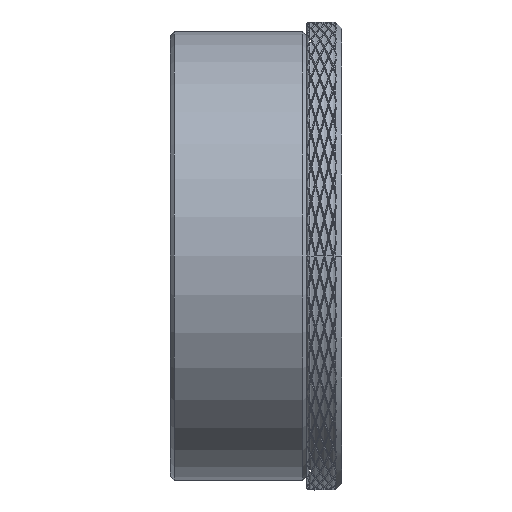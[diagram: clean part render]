
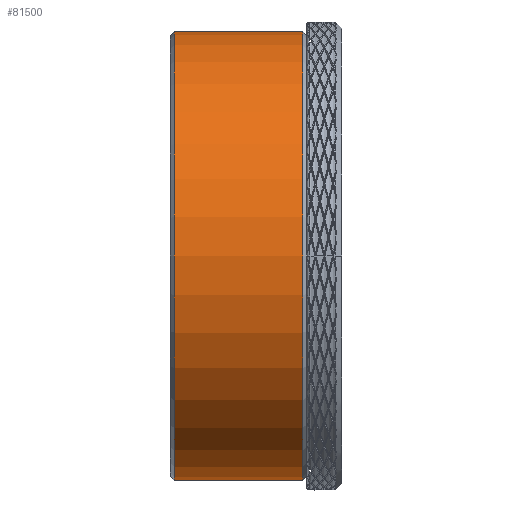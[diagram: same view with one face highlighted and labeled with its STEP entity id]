
A CAD part, left-side view. The second image highlights one B-rep face of the part: STEP entity #81500.
In plain terms, the highlighted cylindrical face has radius 28.75 mm (diameter 57.5 mm), a partial arc.
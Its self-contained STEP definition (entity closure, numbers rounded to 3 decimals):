
#4770 = AXIS2_PLACEMENT_3D ( 'NONE', #208669, #49060, #235459 ) ;
#13130 = AXIS2_PLACEMENT_3D ( 'NONE', #184421, #238054, #51636 ) ;
#31856 = VERTEX_POINT ( 'NONE', #295921 ) ;
#34009 = CARTESIAN_POINT ( 'NONE',  ( 0., -8., -28.75 ) ) ;
#37450 = EDGE_CURVE ( 'NONE', #31856, #188353, #132272, .T. ) ;
#49060 = DIRECTION ( 'NONE',  ( 0., -1., 0. ) ) ;
#51636 = DIRECTION ( 'NONE',  ( 0., 0., 1. ) ) ;
#55266 = DIRECTION ( 'NONE',  ( 0., 1., 0. ) ) ;
#55827 = CARTESIAN_POINT ( 'NONE',  ( 0., -7.5, -28.75 ) ) ;
#56999 = LINE ( 'NONE', #34009, #261331 ) ;
#75947 = VECTOR ( 'NONE', #55266, 1000. ) ;
#81500 = ADVANCED_FACE ( 'NONE', ( #272786 ), #193530, .T. ) ;
#113504 = VERTEX_POINT ( 'NONE', #154308 ) ;
#113973 = EDGE_CURVE ( 'NONE', #205676, #113504, #215699, .T. ) ;
#132272 = CIRCLE ( 'NONE', #4770, 28.75 ) ;
#137895 = DIRECTION ( 'NONE',  ( 0., 1., 0. ) ) ;
#138078 = AXIS2_PLACEMENT_3D ( 'NONE', #297467, #137895, #324350 ) ;
#144418 = ORIENTED_EDGE ( 'NONE', *, *, #113973, .T. ) ;
#154308 = CARTESIAN_POINT ( 'NONE',  ( 0., -7.5, 28.75 ) ) ;
#165734 = DIRECTION ( 'NONE',  ( 0., 1., 0. ) ) ;
#184421 = CARTESIAN_POINT ( 'NONE',  ( 0., -8., 0. ) ) ;
#188124 = CARTESIAN_POINT ( 'NONE',  ( 0., -8., 28.75 ) ) ;
#188353 = VERTEX_POINT ( 'NONE', #297343 ) ;
#193530 = CYLINDRICAL_SURFACE ( 'NONE', #13130, 28.75 ) ;
#197379 = EDGE_CURVE ( 'NONE', #205676, #188353, #56999, .T. ) ;
#205676 = VERTEX_POINT ( 'NONE', #55827 ) ;
#208669 = CARTESIAN_POINT ( 'NONE',  ( 0., 9., 0. ) ) ;
#215699 = CIRCLE ( 'NONE', #138078, 28.75 ) ;
#217723 = LINE ( 'NONE', #188124, #75947 ) ;
#225074 = ORIENTED_EDGE ( 'NONE', *, *, #197379, .F. ) ;
#235459 = DIRECTION ( 'NONE',  ( 0., 0., 1. ) ) ;
#238054 = DIRECTION ( 'NONE',  ( 0., 1., 0. ) ) ;
#251172 = ORIENTED_EDGE ( 'NONE', *, *, #37450, .T. ) ;
#255888 = ORIENTED_EDGE ( 'NONE', *, *, #309569, .T. ) ;
#261331 = VECTOR ( 'NONE', #165734, 1000. ) ;
#267469 = EDGE_LOOP ( 'NONE', ( #225074, #144418, #255888, #251172 ) ) ;
#272786 = FACE_OUTER_BOUND ( 'NONE', #267469, .T. ) ;
#295921 = CARTESIAN_POINT ( 'NONE',  ( 0., 9., 28.75 ) ) ;
#297343 = CARTESIAN_POINT ( 'NONE',  ( 0., 9., -28.75 ) ) ;
#297467 = CARTESIAN_POINT ( 'NONE',  ( 0., -7.5, 0. ) ) ;
#309569 = EDGE_CURVE ( 'NONE', #113504, #31856, #217723, .T. ) ;
#324350 = DIRECTION ( 'NONE',  ( 0., 0., 1. ) ) ;
